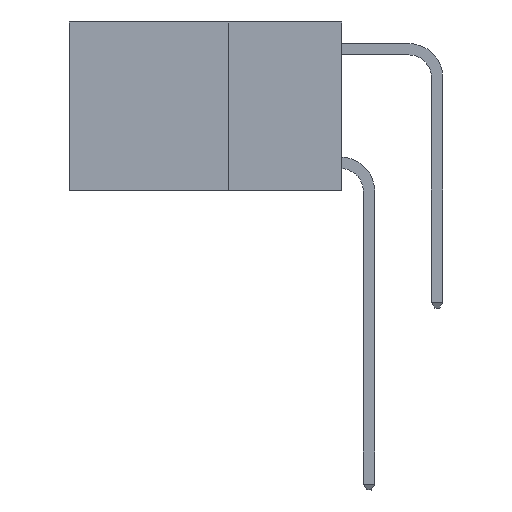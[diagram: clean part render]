
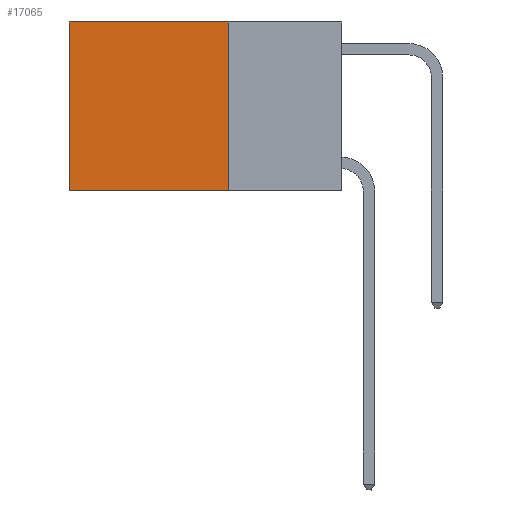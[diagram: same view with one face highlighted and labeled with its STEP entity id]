
A CAD part, left-side view. The second image highlights one B-rep face of the part: STEP entity #17065.
In plain terms, the highlighted planar face has unit normal (-1, 0, 0).
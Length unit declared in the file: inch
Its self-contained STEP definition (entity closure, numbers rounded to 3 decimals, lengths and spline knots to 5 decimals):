
#647 = DIRECTION ( 'NONE',  ( 0., 0., -1. ) ) ;
#789 = CARTESIAN_POINT ( 'NONE',  ( 0.2625, 0.25, -0.37 ) ) ;
#1866 = CARTESIAN_POINT ( 'NONE',  ( 0.2625, 0.25, 0. ) ) ;
#2301 = ORIENTED_EDGE ( 'NONE', *, *, #10101, .F. ) ;
#2306 = VERTEX_POINT ( 'NONE', #789 ) ;
#4125 = EDGE_CURVE ( 'NONE', #11629, #20231, #14177, .T. ) ;
#4384 = CARTESIAN_POINT ( 'NONE',  ( 0.2625, 0.6, 0. ) ) ;
#5192 = CARTESIAN_POINT ( 'NONE',  ( 0.2625, 0.25, 0. ) ) ;
#5558 = CARTESIAN_POINT ( 'NONE',  ( 0.2625, 0.25, 0. ) ) ;
#6314 = LINE ( 'NONE', #17276, #10817 ) ;
#6344 = CARTESIAN_POINT ( 'NONE',  ( 0.2625, 0.6, -0.37 ) ) ;
#6436 = VECTOR ( 'NONE', #7117, 39.37008 ) ;
#7055 = LINE ( 'NONE', #5192, #6436 ) ;
#7117 = DIRECTION ( 'NONE',  ( 0., 0., -1. ) ) ;
#7630 = DIRECTION ( 'NONE',  ( 1., 0., 0. ) ) ;
#7815 = DIRECTION ( 'NONE',  ( 0., 1., 0. ) ) ;
#9125 = VECTOR ( 'NONE', #22780, 39.37008 ) ;
#9609 = LINE ( 'NONE', #4384, #13466 ) ;
#9779 = CARTESIAN_POINT ( 'NONE',  ( 0.2625, 0.6, 0. ) ) ;
#10101 = EDGE_CURVE ( 'NONE', #2306, #12567, #6314, .T. ) ;
#10817 = VECTOR ( 'NONE', #7815, 39.37008 ) ;
#11629 = VERTEX_POINT ( 'NONE', #5558 ) ;
#12323 = EDGE_LOOP ( 'NONE', ( #19711, #2301, #21067, #16352 ) ) ;
#12567 = VERTEX_POINT ( 'NONE', #6344 ) ;
#13466 = VECTOR ( 'NONE', #647, 39.37008 ) ;
#14177 = LINE ( 'NONE', #17090, #9125 ) ;
#14265 = AXIS2_PLACEMENT_3D ( 'NONE', #1866, #7630, #20891 ) ;
#16352 = ORIENTED_EDGE ( 'NONE', *, *, #4125, .T. ) ;
#16571 = EDGE_CURVE ( 'NONE', #20231, #12567, #9609, .T. ) ;
#17065 = ADVANCED_FACE ( 'NONE', ( #22884 ), #18982, .F. ) ;
#17090 = CARTESIAN_POINT ( 'NONE',  ( 0.2625, 0.25, 0. ) ) ;
#17276 = CARTESIAN_POINT ( 'NONE',  ( 0.2625, 0.25, -0.37 ) ) ;
#18982 = PLANE ( 'NONE',  #14265 ) ;
#19392 = EDGE_CURVE ( 'NONE', #11629, #2306, #7055, .T. ) ;
#19711 = ORIENTED_EDGE ( 'NONE', *, *, #16571, .T. ) ;
#20231 = VERTEX_POINT ( 'NONE', #9779 ) ;
#20891 = DIRECTION ( 'NONE',  ( 0., 0., -1. ) ) ;
#21067 = ORIENTED_EDGE ( 'NONE', *, *, #19392, .F. ) ;
#22780 = DIRECTION ( 'NONE',  ( 0., 1., 0. ) ) ;
#22884 = FACE_OUTER_BOUND ( 'NONE', #12323, .T. ) ;
